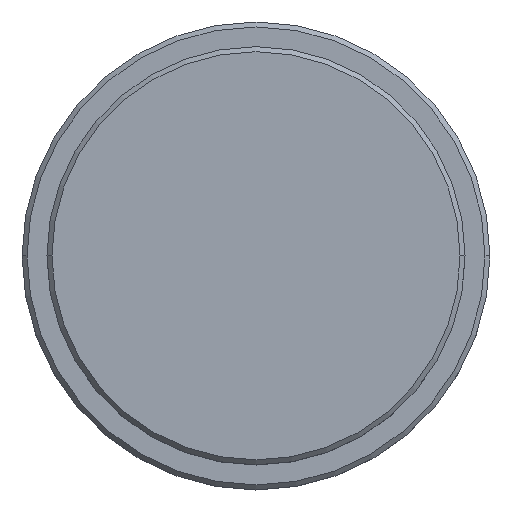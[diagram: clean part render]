
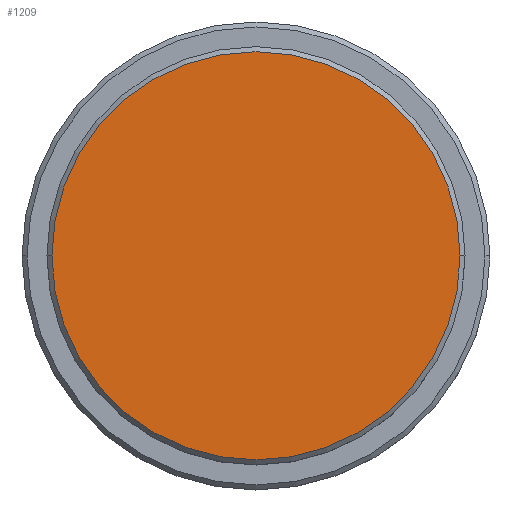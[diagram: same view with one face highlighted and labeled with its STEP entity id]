
A CAD part, top view. The second image highlights one B-rep face of the part: STEP entity #1209.
In plain terms, the highlighted planar face has unit normal (0, 0, 1).
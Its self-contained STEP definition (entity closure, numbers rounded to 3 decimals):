
#41 = DIRECTION ( 'NONE',  ( 0., 0., 1. ) ) ;
#76 = CARTESIAN_POINT ( 'NONE',  ( 20.5, 0., 0. ) ) ;
#105 = AXIS2_PLACEMENT_3D ( 'NONE', #1235, #41, #263 ) ;
#124 = CIRCLE ( 'NONE', #105, 20.5 ) ;
#143 = ORIENTED_EDGE ( 'NONE', *, *, #250, .T. ) ;
#166 = CARTESIAN_POINT ( 'NONE',  ( 0., 0., 0. ) ) ;
#200 = EDGE_CURVE ( 'NONE', #1283, #1285, #844, .T. ) ;
#250 = EDGE_CURVE ( 'NONE', #1285, #1283, #124, .T. ) ;
#263 = DIRECTION ( 'NONE',  ( 1., 0., 0. ) ) ;
#286 = DIRECTION ( 'NONE',  ( 1., 0., 0. ) ) ;
#390 = PLANE ( 'NONE',  #819 ) ;
#511 = CARTESIAN_POINT ( 'NONE',  ( 0., 0., 0. ) ) ;
#611 = DIRECTION ( 'NONE',  ( 0., 0., 1. ) ) ;
#819 = AXIS2_PLACEMENT_3D ( 'NONE', #166, #611, #286 ) ;
#844 = CIRCLE ( 'NONE', #1000, 20.5 ) ;
#860 = ORIENTED_EDGE ( 'NONE', *, *, #200, .T. ) ;
#944 = CARTESIAN_POINT ( 'NONE',  ( -20.5, 0., 0. ) ) ;
#945 = DIRECTION ( 'NONE',  ( 0., 0., 1. ) ) ;
#1000 = AXIS2_PLACEMENT_3D ( 'NONE', #511, #945, #1354 ) ;
#1135 = FACE_OUTER_BOUND ( 'NONE', #1208, .T. ) ;
#1208 = EDGE_LOOP ( 'NONE', ( #143, #860 ) ) ;
#1209 = ADVANCED_FACE ( 'NONE', ( #1135 ), #390, .T. ) ;
#1235 = CARTESIAN_POINT ( 'NONE',  ( 0., 0., 0. ) ) ;
#1283 = VERTEX_POINT ( 'NONE', #76 ) ;
#1285 = VERTEX_POINT ( 'NONE', #944 ) ;
#1354 = DIRECTION ( 'NONE',  ( 1., 0., 0. ) ) ;
